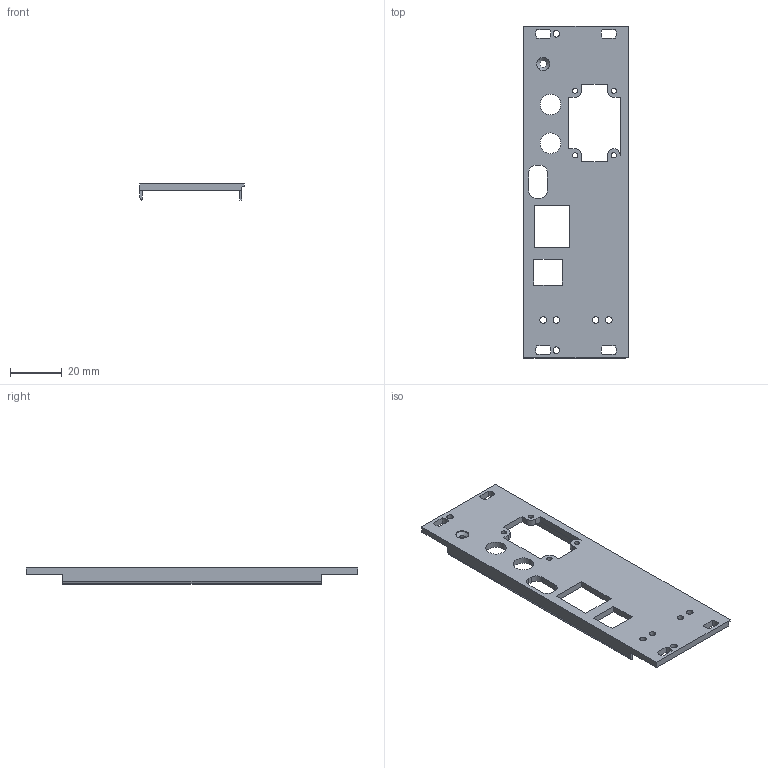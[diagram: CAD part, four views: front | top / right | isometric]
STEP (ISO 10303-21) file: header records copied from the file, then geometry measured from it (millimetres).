
FILE_DESCRIPTION(/* description */ (''),/* implementation_level */ '2;1');
FILE_NAME(/* name */ 'kirdy panel.step',/* time_stamp */ '2022-07-08T19:58:46+08:00',/* author */ (''),/* organization */ (''),/* preprocessor_version */ 'ST-DEVELOPER v19',/* originating_system */ 'Autodesk Translation Framework v11.7.0.108',/* authorisation */ '');
FILE_SCHEMA (('AUTOMOTIVE_DESIGN { 1 0 10303 214 3 1 1 }'));
Length unit declared in the file: millimetre
Products named in the file (1): panel
Bounding box: 40.3 x 128.4 x 6.2 mm (x, y, z)
Volume: 10462.8 mm3; surface area: 11412.2 mm2
Topology: 1 solids, 1 shells, 81 faces, 233 edges, 154 vertices
Faces by surface type: plane 49, cylinder 31, cone 1
Full cylindrical faces by diameter (mm): 2 x4, 2.55 x6, 2.7 x1, 5 x1, 8 x2
Entity records: 2774 total; most frequent: CARTESIAN_POINT 469, ORIENTED_EDGE 466, DIRECTION 459, EDGE_CURVE 233, LINE 171, VECTOR 171, VERTEX_POINT 154, AXIS2_PLACEMENT_3D 144
